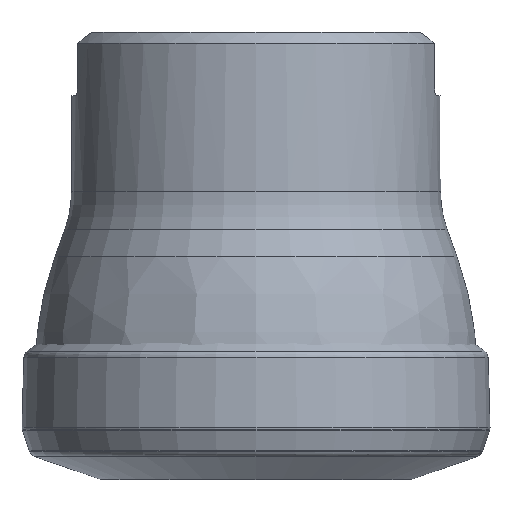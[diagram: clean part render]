
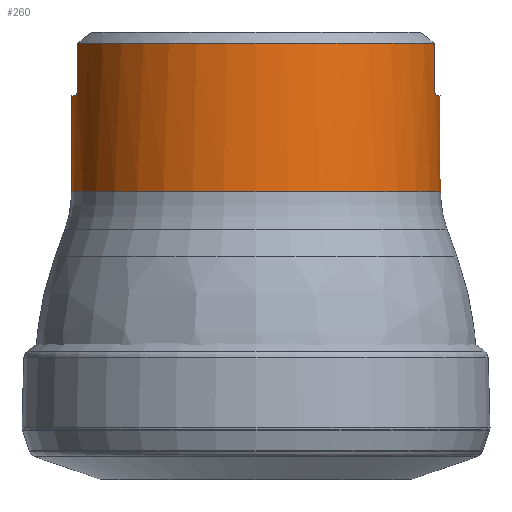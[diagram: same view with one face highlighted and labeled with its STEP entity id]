
A CAD part, left-side view. The second image highlights one B-rep face of the part: STEP entity #260.
In plain terms, the highlighted cylindrical face has radius 16.5 mm (diameter 33 mm), a full revolution.
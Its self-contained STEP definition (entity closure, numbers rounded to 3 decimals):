
#54=CYLINDRICAL_SURFACE('',#1473,16.5);
#138=LINE('',#2354,#170);
#139=LINE('',#2392,#171);
#140=LINE('',#2393,#172);
#141=LINE('',#2431,#173);
#170=VECTOR('',#1710,1.);
#171=VECTOR('',#1713,1.);
#172=VECTOR('',#1714,1.);
#173=VECTOR('',#1717,1.);
#260=ADVANCED_FACE('',(#523,#524),#54,.T.);
#433=B_SPLINE_CURVE_WITH_KNOTS('',3,(#2356,#2357,#2358,#2359,#2360,#2361,
#2362,#2363,#2364,#2365,#2366,#2367,#2368,#2369,#2370,#2371),
 .UNSPECIFIED.,.F.,.F.,(4,3,3,3,3,4),(0.,0.222,0.443,
0.664,0.879,1.),.UNSPECIFIED.);
#434=B_SPLINE_CURVE_WITH_KNOTS('',3,(#2375,#2376,#2377,#2378,#2379,#2380,
#2381,#2382,#2383,#2384,#2385,#2386,#2387,#2388,#2389,#2390),
 .UNSPECIFIED.,.F.,.F.,(4,3,3,3,3,4),(0.,0.207,0.414,
0.624,0.841,1.),.UNSPECIFIED.);
#435=B_SPLINE_CURVE_WITH_KNOTS('',3,(#2395,#2396,#2397,#2398,#2399,#2400,
#2401,#2402,#2403,#2404,#2405,#2406,#2407,#2408,#2409,#2410),
 .UNSPECIFIED.,.F.,.F.,(4,3,3,3,3,4),(0.,0.222,0.443,
0.664,0.879,1.),.UNSPECIFIED.);
#436=B_SPLINE_CURVE_WITH_KNOTS('',3,(#2414,#2415,#2416,#2417,#2418,#2419,
#2420,#2421,#2422,#2423,#2424,#2425,#2426,#2427,#2428,#2429),
 .UNSPECIFIED.,.F.,.F.,(4,3,3,3,3,4),(0.,0.207,0.414,
0.624,0.841,1.),.UNSPECIFIED.);
#523=FACE_BOUND('',#654,.T.);
#524=FACE_BOUND('',#655,.T.);
#654=EDGE_LOOP('',(#829,#830,#831,#832,#833,#834,#835,#836,#837,#838,#839,
#840));
#655=EDGE_LOOP('',(#841));
#829=ORIENTED_EDGE('',*,*,#1230,.F.);
#830=ORIENTED_EDGE('',*,*,#1231,.F.);
#831=ORIENTED_EDGE('',*,*,#1232,.F.);
#832=ORIENTED_EDGE('',*,*,#1233,.F.);
#833=ORIENTED_EDGE('',*,*,#1234,.F.);
#834=ORIENTED_EDGE('',*,*,#1229,.T.);
#835=ORIENTED_EDGE('',*,*,#1235,.F.);
#836=ORIENTED_EDGE('',*,*,#1236,.F.);
#837=ORIENTED_EDGE('',*,*,#1237,.F.);
#838=ORIENTED_EDGE('',*,*,#1238,.F.);
#839=ORIENTED_EDGE('',*,*,#1239,.F.);
#840=ORIENTED_EDGE('',*,*,#1222,.T.);
#841=ORIENTED_EDGE('',*,*,#1240,.T.);
#1099=VERTEX_POINT('',#2319);
#1100=VERTEX_POINT('',#2321);
#1103=VERTEX_POINT('',#2337);
#1105=VERTEX_POINT('',#2351);
#1106=VERTEX_POINT('',#2355);
#1107=VERTEX_POINT('',#2372);
#1108=VERTEX_POINT('',#2374);
#1109=VERTEX_POINT('',#2391);
#1110=VERTEX_POINT('',#2394);
#1111=VERTEX_POINT('',#2411);
#1112=VERTEX_POINT('',#2413);
#1113=VERTEX_POINT('',#2430);
#1114=VERTEX_POINT('',#2433);
#1222=EDGE_CURVE('',#1100,#1099,#1375,.T.);
#1229=EDGE_CURVE('',#1103,#1105,#1376,.T.);
#1230=EDGE_CURVE('',#1106,#1099,#138,.T.);
#1231=EDGE_CURVE('',#1107,#1106,#433,.T.);
#1232=EDGE_CURVE('',#1108,#1107,#1377,.T.);
#1233=EDGE_CURVE('',#1109,#1108,#434,.T.);
#1234=EDGE_CURVE('',#1103,#1109,#139,.T.);
#1235=EDGE_CURVE('',#1110,#1105,#140,.T.);
#1236=EDGE_CURVE('',#1111,#1110,#435,.T.);
#1237=EDGE_CURVE('',#1112,#1111,#1378,.T.);
#1238=EDGE_CURVE('',#1113,#1112,#436,.T.);
#1239=EDGE_CURVE('',#1100,#1113,#141,.T.);
#1240=EDGE_CURVE('',#1114,#1114,#1379,.T.);
#1375=CIRCLE('',#1466,16.5);
#1376=CIRCLE('',#1468,16.5);
#1377=CIRCLE('',#1470,16.5);
#1378=CIRCLE('',#1471,16.5);
#1379=CIRCLE('',#1472,16.5);
#1466=AXIS2_PLACEMENT_3D('',#2320,#1702,#1703);
#1468=AXIS2_PLACEMENT_3D('',#2352,#1706,#1707);
#1470=AXIS2_PLACEMENT_3D('',#2373,#1711,#1712);
#1471=AXIS2_PLACEMENT_3D('',#2412,#1715,#1716);
#1472=AXIS2_PLACEMENT_3D('',#2432,#1718,#1719);
#1473=AXIS2_PLACEMENT_3D('',#2434,#1720,#1721);
#1702=DIRECTION('',(0.,0.,-1.));
#1703=DIRECTION('',(1.,0.,0.));
#1706=DIRECTION('',(0.,0.,-1.));
#1707=DIRECTION('',(1.,0.,0.));
#1710=DIRECTION('',(0.,0.,1.));
#1711=DIRECTION('',(0.,0.,1.));
#1712=DIRECTION('',(-1.,0.,0.));
#1713=DIRECTION('',(0.,0.,-1.));
#1714=DIRECTION('',(0.,0.,1.));
#1715=DIRECTION('',(0.,0.,1.));
#1716=DIRECTION('',(-1.,0.,0.));
#1717=DIRECTION('',(0.,0.,-1.));
#1718=DIRECTION('',(0.,0.,1.));
#1719=DIRECTION('',(-1.,0.,0.));
#1720=DIRECTION('',(0.,0.,-1.));
#1721=DIRECTION('',(-1.,0.,0.));
#2319=CARTESIAN_POINT('',(-4.223,15.951,-1.));
#2320=CARTESIAN_POINT('',(0.,0.,-1.));
#2321=CARTESIAN_POINT('',(-4.223,-15.951,-1.));
#2337=CARTESIAN_POINT('',(4.223,15.951,-1.));
#2351=CARTESIAN_POINT('',(4.223,-15.951,-1.));
#2352=CARTESIAN_POINT('',(0.,0.,-1.));
#2354=CARTESIAN_POINT('',(-4.223,15.951,0.));
#2355=CARTESIAN_POINT('',(-4.223,15.951,-4.86));
#2356=CARTESIAN_POINT('',(-3.423,16.141,-5.66));
#2357=CARTESIAN_POINT('',(-3.514,16.122,-5.66));
#2358=CARTESIAN_POINT('',(-3.607,16.101,-5.644));
#2359=CARTESIAN_POINT('',(-3.693,16.081,-5.613));
#2360=CARTESIAN_POINT('',(-3.779,16.062,-5.582));
#2361=CARTESIAN_POINT('',(-3.861,16.042,-5.535));
#2362=CARTESIAN_POINT('',(-3.932,16.025,-5.477));
#2363=CARTESIAN_POINT('',(-4.002,16.007,-5.419));
#2364=CARTESIAN_POINT('',(-4.064,15.992,-5.347));
#2365=CARTESIAN_POINT('',(-4.111,15.98,-5.267));
#2366=CARTESIAN_POINT('',(-4.157,15.968,-5.19));
#2367=CARTESIAN_POINT('',(-4.19,15.959,-5.103));
#2368=CARTESIAN_POINT('',(-4.208,15.955,-5.014));
#2369=CARTESIAN_POINT('',(-4.217,15.952,-4.963));
#2370=CARTESIAN_POINT('',(-4.223,15.951,-4.912));
#2371=CARTESIAN_POINT('',(-4.223,15.951,-4.86));
#2372=CARTESIAN_POINT('',(-3.423,16.141,-5.66));
#2373=CARTESIAN_POINT('',(0.,0.,-5.66));
#2374=CARTESIAN_POINT('',(3.423,16.141,-5.66));
#2375=CARTESIAN_POINT('',(4.223,15.951,-4.86));
#2376=CARTESIAN_POINT('',(4.223,15.951,-4.947));
#2377=CARTESIAN_POINT('',(4.208,15.954,-5.036));
#2378=CARTESIAN_POINT('',(4.18,15.962,-5.119));
#2379=CARTESIAN_POINT('',(4.151,15.969,-5.201));
#2380=CARTESIAN_POINT('',(4.109,15.98,-5.279));
#2381=CARTESIAN_POINT('',(4.057,15.994,-5.348));
#2382=CARTESIAN_POINT('',(4.003,16.007,-5.417));
#2383=CARTESIAN_POINT('',(3.937,16.024,-5.479));
#2384=CARTESIAN_POINT('',(3.865,16.041,-5.527));
#2385=CARTESIAN_POINT('',(3.79,16.059,-5.576));
#2386=CARTESIAN_POINT('',(3.706,16.079,-5.613));
#2387=CARTESIAN_POINT('',(3.619,16.098,-5.635));
#2388=CARTESIAN_POINT('',(3.555,16.113,-5.652));
#2389=CARTESIAN_POINT('',(3.489,16.127,-5.66));
#2390=CARTESIAN_POINT('',(3.423,16.141,-5.66));
#2391=CARTESIAN_POINT('',(4.223,15.951,-4.86));
#2392=CARTESIAN_POINT('',(4.223,15.951,0.));
#2393=CARTESIAN_POINT('',(4.223,-15.951,0.));
#2394=CARTESIAN_POINT('',(4.223,-15.951,-4.86));
#2395=CARTESIAN_POINT('',(3.423,-16.141,-5.66));
#2396=CARTESIAN_POINT('',(3.514,-16.122,-5.66));
#2397=CARTESIAN_POINT('',(3.607,-16.101,-5.644));
#2398=CARTESIAN_POINT('',(3.693,-16.081,-5.613));
#2399=CARTESIAN_POINT('',(3.779,-16.062,-5.582));
#2400=CARTESIAN_POINT('',(3.861,-16.042,-5.535));
#2401=CARTESIAN_POINT('',(3.932,-16.025,-5.477));
#2402=CARTESIAN_POINT('',(4.002,-16.007,-5.419));
#2403=CARTESIAN_POINT('',(4.064,-15.992,-5.347));
#2404=CARTESIAN_POINT('',(4.111,-15.98,-5.267));
#2405=CARTESIAN_POINT('',(4.157,-15.968,-5.19));
#2406=CARTESIAN_POINT('',(4.19,-15.959,-5.103));
#2407=CARTESIAN_POINT('',(4.208,-15.955,-5.014));
#2408=CARTESIAN_POINT('',(4.217,-15.952,-4.963));
#2409=CARTESIAN_POINT('',(4.223,-15.951,-4.912));
#2410=CARTESIAN_POINT('',(4.223,-15.951,-4.86));
#2411=CARTESIAN_POINT('',(3.423,-16.141,-5.66));
#2412=CARTESIAN_POINT('',(0.,0.,-5.66));
#2413=CARTESIAN_POINT('',(-3.423,-16.141,-5.66));
#2414=CARTESIAN_POINT('',(-4.223,-15.951,-4.86));
#2415=CARTESIAN_POINT('',(-4.223,-15.951,-4.947));
#2416=CARTESIAN_POINT('',(-4.208,-15.954,-5.036));
#2417=CARTESIAN_POINT('',(-4.18,-15.962,-5.119));
#2418=CARTESIAN_POINT('',(-4.151,-15.969,-5.201));
#2419=CARTESIAN_POINT('',(-4.109,-15.98,-5.279));
#2420=CARTESIAN_POINT('',(-4.057,-15.994,-5.348));
#2421=CARTESIAN_POINT('',(-4.003,-16.007,-5.417));
#2422=CARTESIAN_POINT('',(-3.937,-16.024,-5.479));
#2423=CARTESIAN_POINT('',(-3.865,-16.041,-5.527));
#2424=CARTESIAN_POINT('',(-3.79,-16.059,-5.576));
#2425=CARTESIAN_POINT('',(-3.706,-16.079,-5.613));
#2426=CARTESIAN_POINT('',(-3.619,-16.098,-5.635));
#2427=CARTESIAN_POINT('',(-3.555,-16.113,-5.652));
#2428=CARTESIAN_POINT('',(-3.489,-16.127,-5.66));
#2429=CARTESIAN_POINT('',(-3.423,-16.141,-5.66));
#2430=CARTESIAN_POINT('',(-4.223,-15.951,-4.86));
#2431=CARTESIAN_POINT('',(-4.223,-15.951,0.));
#2432=CARTESIAN_POINT('',(0.,0.,-14.25));
#2433=CARTESIAN_POINT('',(-16.5,0.,-14.25));
#2434=CARTESIAN_POINT('',(0.,0.,0.));
